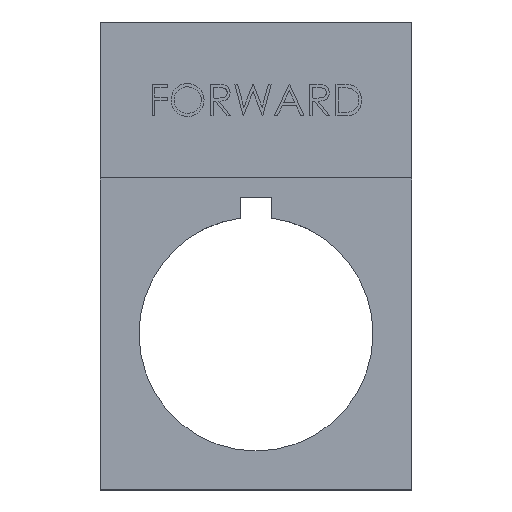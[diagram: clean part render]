
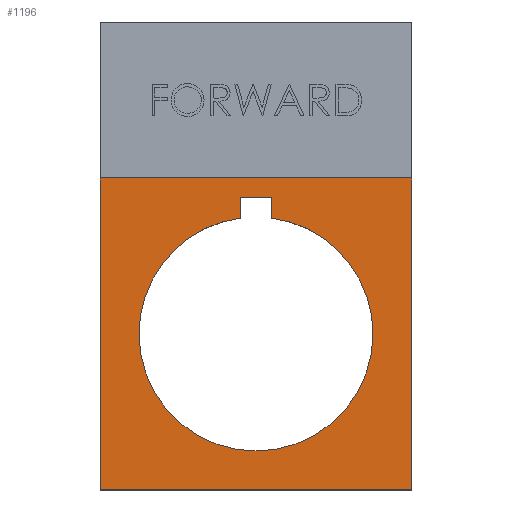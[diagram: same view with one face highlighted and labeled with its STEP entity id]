
A CAD part, top view. The second image highlights one B-rep face of the part: STEP entity #1196.
In plain terms, the highlighted planar face has unit normal (0, 0, 1).
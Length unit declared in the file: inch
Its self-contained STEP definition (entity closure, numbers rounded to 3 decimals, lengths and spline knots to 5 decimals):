
#21 = DIRECTION ( 'NONE',  ( 0., 0., -1. ) ) ;
#40 = VERTEX_POINT ( 'NONE', #3634 ) ;
#156 = DIRECTION ( 'NONE',  ( 1., 0., 0. ) ) ;
#170 = CARTESIAN_POINT ( 'NONE',  ( -0.19685, 0.59055, 0.01969 ) ) ;
#243 = CARTESIAN_POINT ( 'NONE',  ( 0.59055, -0.59055, 0.01969 ) ) ;
#312 = VECTOR ( 'NONE', #2030, 39.37008 ) ;
#320 = ORIENTED_EDGE ( 'NONE', *, *, #3401, .T. ) ;
#383 = CARTESIAN_POINT ( 'NONE',  ( 0.59055, 0.59055, 0.01969 ) ) ;
#405 = EDGE_CURVE ( 'NONE', #1408, #998, #4529, .T. ) ;
#423 = EDGE_CURVE ( 'NONE', #1420, #1954, #1470, .T. ) ;
#521 = CARTESIAN_POINT ( 'NONE',  ( 0.19685, 0.59055, 0.01969 ) ) ;
#659 = ORIENTED_EDGE ( 'NONE', *, *, #2251, .T. ) ;
#693 = ORIENTED_EDGE ( 'NONE', *, *, #405, .F. ) ;
#738 = CIRCLE ( 'NONE', #3803, 0.44291 ) ;
#764 = CARTESIAN_POINT ( 'NONE',  ( -0.59055, 0.59055, 0.01969 ) ) ;
#778 = EDGE_LOOP ( 'NONE', ( #693, #4320, #2287, #1106 ) ) ;
#781 = VERTEX_POINT ( 'NONE', #383 ) ;
#834 = CARTESIAN_POINT ( 'NONE',  ( -0.05906, 0.5177, 0.01969 ) ) ;
#872 = CARTESIAN_POINT ( 'NONE',  ( 0., 0., 0.01969 ) ) ;
#927 = CARTESIAN_POINT ( 'NONE',  ( 0.59055, -0.59055, 0.01969 ) ) ;
#930 = EDGE_CURVE ( 'NONE', #1954, #4583, #1269, .T. ) ;
#967 = DIRECTION ( 'NONE',  ( 0., 0., 1. ) ) ;
#968 = CARTESIAN_POINT ( 'NONE',  ( 0., 0., 0.01969 ) ) ;
#984 = ORIENTED_EDGE ( 'NONE', *, *, #2342, .T. ) ;
#998 = VERTEX_POINT ( 'NONE', #1194 ) ;
#1106 = ORIENTED_EDGE ( 'NONE', *, *, #1871, .F. ) ;
#1177 = CIRCLE ( 'NONE', #3075, 0.44291 ) ;
#1194 = CARTESIAN_POINT ( 'NONE',  ( -0.59055, -0.59055, 0.01969 ) ) ;
#1196 = ADVANCED_FACE ( 'NONE', ( #3812, #1495 ), #2914, .T. ) ;
#1269 = LINE ( 'NONE', #1604, #312 ) ;
#1356 = CARTESIAN_POINT ( 'NONE',  ( 0.59055, 0.59055, 0.01969 ) ) ;
#1408 = VERTEX_POINT ( 'NONE', #927 ) ;
#1420 = VERTEX_POINT ( 'NONE', #5112 ) ;
#1470 = LINE ( 'NONE', #3466, #1664 ) ;
#1495 = FACE_OUTER_BOUND ( 'NONE', #778, .T. ) ;
#1604 = CARTESIAN_POINT ( 'NONE',  ( 0.05906, 0.5177, 0.01969 ) ) ;
#1640 = ORIENTED_EDGE ( 'NONE', *, *, #423, .T. ) ;
#1664 = VECTOR ( 'NONE', #2633, 39.37008 ) ;
#1685 = EDGE_CURVE ( 'NONE', #4956, #1420, #1991, .T. ) ;
#1705 = CARTESIAN_POINT ( 'NONE',  ( 0., 0., 0.01969 ) ) ;
#1774 = CARTESIAN_POINT ( 'NONE',  ( 0., 0.29528, 0.01969 ) ) ;
#1825 = DIRECTION ( 'NONE',  ( 0., -1., 0. ) ) ;
#1871 = EDGE_CURVE ( 'NONE', #998, #3643, #2248, .T. ) ;
#1892 = VERTEX_POINT ( 'NONE', #2423 ) ;
#1954 = VERTEX_POINT ( 'NONE', #834 ) ;
#1991 = CIRCLE ( 'NONE', #5162, 0.44291 ) ;
#2030 = DIRECTION ( 'NONE',  ( 1., 0., 0. ) ) ;
#2248 = LINE ( 'NONE', #3621, #4844 ) ;
#2251 = EDGE_CURVE ( 'NONE', #4583, #40, #3477, .T. ) ;
#2287 = ORIENTED_EDGE ( 'NONE', *, *, #4145, .T. ) ;
#2342 = EDGE_CURVE ( 'NONE', #1892, #4956, #1177, .T. ) ;
#2423 = CARTESIAN_POINT ( 'NONE',  ( 0.44291, 0., 0.01969 ) ) ;
#2509 = CARTESIAN_POINT ( 'NONE',  ( -0.59055, 0.59055, 0.01969 ) ) ;
#2633 = DIRECTION ( 'NONE',  ( 0., 1., 0. ) ) ;
#2678 = VECTOR ( 'NONE', #3961, 39.37008 ) ;
#2804 = CARTESIAN_POINT ( 'NONE',  ( 0.05906, 0.43896, 0.01969 ) ) ;
#2909 = CARTESIAN_POINT ( 'NONE',  ( -0.44291, 0., 0.01969 ) ) ;
#2914 = PLANE ( 'NONE',  #3615 ) ;
#3015 = CARTESIAN_POINT ( 'NONE',  ( 0.05906, 0.5177, 0.01969 ) ) ;
#3075 = AXIS2_PLACEMENT_3D ( 'NONE', #872, #21, #4047 ) ;
#3314 = DIRECTION ( 'NONE',  ( 0., 0., -1. ) ) ;
#3367 = DIRECTION ( 'NONE',  ( 0., 0., -1. ) ) ;
#3372 = ORIENTED_EDGE ( 'NONE', *, *, #930, .T. ) ;
#3401 = EDGE_CURVE ( 'NONE', #40, #1892, #738, .T. ) ;
#3463 = VECTOR ( 'NONE', #5061, 39.37008 ) ;
#3466 = CARTESIAN_POINT ( 'NONE',  ( -0.05906, 0.5177, 0.01969 ) ) ;
#3477 = LINE ( 'NONE', #2804, #2678 ) ;
#3615 = AXIS2_PLACEMENT_3D ( 'NONE', #1774, #967, #156 ) ;
#3621 = CARTESIAN_POINT ( 'NONE',  ( -0.59055, 1.1811, 0.01969 ) ) ;
#3634 = CARTESIAN_POINT ( 'NONE',  ( 0.05906, 0.43896, 0.01969 ) ) ;
#3643 = VERTEX_POINT ( 'NONE', #764 ) ;
#3744 = DIRECTION ( 'NONE',  ( 1., 0., 0. ) ) ;
#3745 = LINE ( 'NONE', #243, #3969 ) ;
#3803 = AXIS2_PLACEMENT_3D ( 'NONE', #968, #3367, #4632 ) ;
#3812 = FACE_BOUND ( 'NONE', #4358, .T. ) ;
#3868 = CARTESIAN_POINT ( 'NONE',  ( -0.59055, -0.59055, 0.01969 ) ) ;
#3961 = DIRECTION ( 'NONE',  ( 0., -1., 0. ) ) ;
#3969 = VECTOR ( 'NONE', #1825, 39.37008 ) ;
#4007 = ORIENTED_EDGE ( 'NONE', *, *, #1685, .T. ) ;
#4029 = DIRECTION ( 'NONE',  ( 0., 1., 0. ) ) ;
#4047 = DIRECTION ( 'NONE',  ( 1., 0., 0. ) ) ;
#4077 = EDGE_CURVE ( 'NONE', #781, #1408, #3745, .T. ) ;
#4145 = EDGE_CURVE ( 'NONE', #781, #3643, #4384, .T. ) ;
#4320 = ORIENTED_EDGE ( 'NONE', *, *, #4077, .F. ) ;
#4358 = EDGE_LOOP ( 'NONE', ( #3372, #659, #320, #984, #4007, #1640 ) ) ;
#4384 = B_SPLINE_CURVE_WITH_KNOTS ( 'NONE', 3,
 ( #1356, #521, #170, #2509 ),
 .UNSPECIFIED., .F., .F.,
 ( 4, 4 ),
 ( 0., 1. ),
 .UNSPECIFIED. ) ;
#4529 = LINE ( 'NONE', #3868, #3463 ) ;
#4583 = VERTEX_POINT ( 'NONE', #3015 ) ;
#4632 = DIRECTION ( 'NONE',  ( 1., 0., 0. ) ) ;
#4844 = VECTOR ( 'NONE', #4029, 39.37008 ) ;
#4956 = VERTEX_POINT ( 'NONE', #2909 ) ;
#5061 = DIRECTION ( 'NONE',  ( -1., 0., 0. ) ) ;
#5112 = CARTESIAN_POINT ( 'NONE',  ( -0.05906, 0.43896, 0.01969 ) ) ;
#5162 = AXIS2_PLACEMENT_3D ( 'NONE', #1705, #3314, #3744 ) ;
